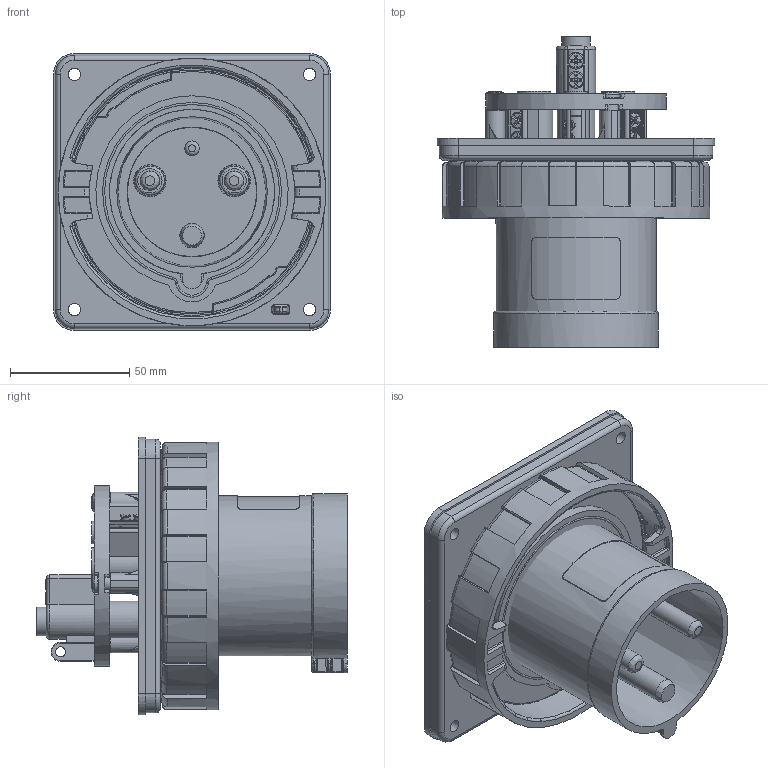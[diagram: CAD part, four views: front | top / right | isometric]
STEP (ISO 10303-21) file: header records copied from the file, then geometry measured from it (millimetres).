
FILE_DESCRIPTION(/* description */ (''),/* implementation_level */ '2;1');
FILE_NAME(/* name */ '4003584.stp',/* time_stamp */ '2019-03-01T11:18:09+01:00',/* author */ (''),/* organization */ (''),/* preprocessor_version */ 'ST-DEVELOPER v16.7',/* originating_system */ 'SIEMENS PLM Software NX 12.0',/* authorisation */ '');
FILE_SCHEMA (('AUTOMOTIVE_DESIGN { 1 0 10303 214 3 1 1 1 }'));
Products named in the file (1): bsom23CC53FBp16d
Bounding box: 116 x 130 x 116 mm (x, y, z)
Volume: 232681.4 mm3; surface area: 198651.7 mm2
Topology: 26 solids, 26 shells, 2448 faces, 6273 edges, 3968 vertices
Faces by surface type: plane 1022, cylinder 635, bspline 364, cone 158, torus 150, extrusion 82, sphere 37
Full cylindrical faces by diameter (mm): 1.4 x3, 2.6 x4, 2.625 x4, 2.7 x1, 2.85 x2, 3 x12, 3.2 x3, 3.5 x6, 3.9 x4, 4 x8, 4.1 x3, 4.14 x6, 4.2 x5, 4.4 x1, 4.5 x3, 4.642 x1, 5 x7, 5.1 x4, 6 x2, 6.2 x1, 6.65 x4, 6.8 x3, 7 x6, 7.4 x3, 7.75 x3, 8 x7, 8.2 x2, 9.5 x2, 10 x4, 10.2 x1
Entity records: 99063 total; most frequent: CARTESIAN_POINT 43359, ORIENTED_EDGE 11792, DIRECTION 10578, EDGE_CURVE 5896, AXIS2_PLACEMENT_3D 4023, VERTEX_POINT 3885, EDGE_LOOP 2919, VECTOR 2532
